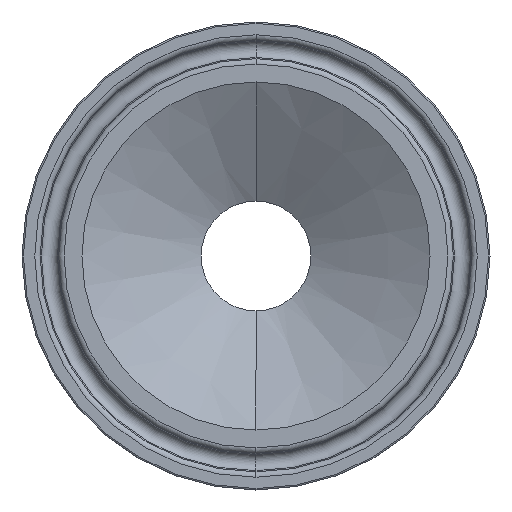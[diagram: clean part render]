
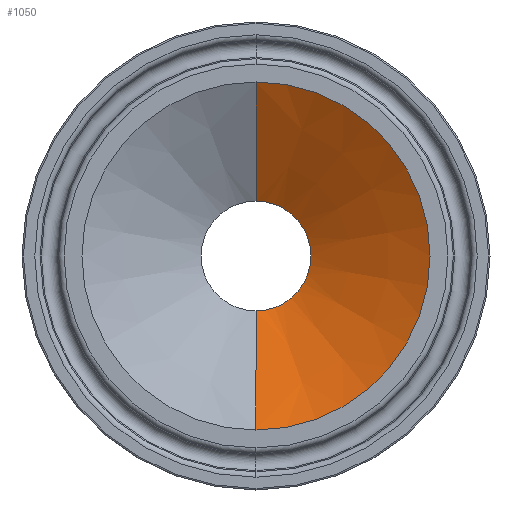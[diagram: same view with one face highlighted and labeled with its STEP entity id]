
A CAD part, left-side view. The second image highlights one B-rep face of the part: STEP entity #1050.
In plain terms, the highlighted conical face has half-angle 60.002 degrees and reference radius 7.5 mm.
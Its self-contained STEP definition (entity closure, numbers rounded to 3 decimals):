
#13 = CARTESIAN_POINT ( 'NONE',  ( 9.41, 0., 0. ) ) ;
#52 = EDGE_CURVE ( 'NONE', #612, #556, #246, .T. ) ;
#110 = CARTESIAN_POINT ( 'NONE',  ( 9.41, 0., -7.5 ) ) ;
#125 = CIRCLE ( 'NONE', #402, 7.5 ) ;
#151 = FACE_OUTER_BOUND ( 'NONE', #1037, .T. ) ;
#199 = VERTEX_POINT ( 'NONE', #303 ) ;
#243 = DIRECTION ( 'NONE',  ( -1., 0., 0. ) ) ;
#246 = LINE ( 'NONE', #828, #963 ) ;
#261 = ORIENTED_EDGE ( 'NONE', *, *, #52, .F. ) ;
#303 = CARTESIAN_POINT ( 'NONE',  ( 9.41, 0., -7.5 ) ) ;
#314 = AXIS2_PLACEMENT_3D ( 'NONE', #645, #243, #713 ) ;
#315 = DIRECTION ( 'NONE',  ( -1., 0., 0. ) ) ;
#323 = DIRECTION ( 'NONE',  ( -0.5, 0., 0.866 ) ) ;
#398 = CARTESIAN_POINT ( 'NONE',  ( 9.41, 0., 0. ) ) ;
#402 = AXIS2_PLACEMENT_3D ( 'NONE', #13, #922, #831 ) ;
#404 = EDGE_CURVE ( 'NONE', #199, #546, #614, .T. ) ;
#436 = ORIENTED_EDGE ( 'NONE', *, *, #404, .T. ) ;
#475 = ORIENTED_EDGE ( 'NONE', *, *, #998, .T. ) ;
#482 = CONICAL_SURFACE ( 'NONE', #985, 7.5, 1.047 ) ;
#517 = CIRCLE ( 'NONE', #314, 23.8 ) ;
#546 = VERTEX_POINT ( 'NONE', #972 ) ;
#556 = VERTEX_POINT ( 'NONE', #702 ) ;
#588 = EDGE_CURVE ( 'NONE', #199, #612, #125, .T. ) ;
#612 = VERTEX_POINT ( 'NONE', #835 ) ;
#614 = LINE ( 'NONE', #110, #994 ) ;
#645 = CARTESIAN_POINT ( 'NONE',  ( 0., 0., 0. ) ) ;
#702 = CARTESIAN_POINT ( 'NONE',  ( 0., 0., 23.8 ) ) ;
#713 = DIRECTION ( 'NONE',  ( 0., 0., 1. ) ) ;
#719 = ORIENTED_EDGE ( 'NONE', *, *, #588, .F. ) ;
#727 = DIRECTION ( 'NONE',  ( 0., 0., 1. ) ) ;
#828 = CARTESIAN_POINT ( 'NONE',  ( 9.41, 0., 7.5 ) ) ;
#831 = DIRECTION ( 'NONE',  ( 0., 0., 1. ) ) ;
#835 = CARTESIAN_POINT ( 'NONE',  ( 9.41, 0., 7.5 ) ) ;
#857 = DIRECTION ( 'NONE',  ( -0.5, 0., -0.866 ) ) ;
#922 = DIRECTION ( 'NONE',  ( -1., 0., 0. ) ) ;
#963 = VECTOR ( 'NONE', #323, 1000. ) ;
#972 = CARTESIAN_POINT ( 'NONE',  ( 0., 0., -23.8 ) ) ;
#985 = AXIS2_PLACEMENT_3D ( 'NONE', #398, #315, #727 ) ;
#994 = VECTOR ( 'NONE', #857, 1000. ) ;
#998 = EDGE_CURVE ( 'NONE', #546, #556, #517, .T. ) ;
#1037 = EDGE_LOOP ( 'NONE', ( #719, #436, #475, #261 ) ) ;
#1050 = ADVANCED_FACE ( 'NONE', ( #151 ), #482, .F. ) ;
